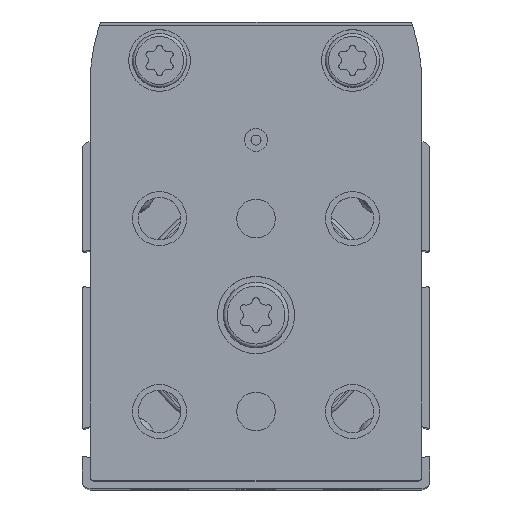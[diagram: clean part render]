
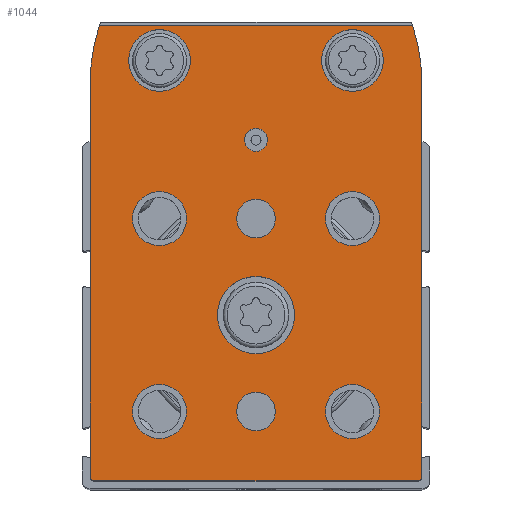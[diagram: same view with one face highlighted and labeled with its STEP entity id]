
A CAD part, top view. The second image highlights one B-rep face of the part: STEP entity #1044.
In plain terms, the highlighted planar face has unit normal (0, 0, 1).
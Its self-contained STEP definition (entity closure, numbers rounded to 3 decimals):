
#1044 = ADVANCED_FACE( '', ( #2421, #2422, #2423, #2424, #2425, #2426, #2427, #2428, #2429, #2430, #2431 ), #2432, .T. );
#2421 = FACE_BOUND( '', #4255, .T. );
#2422 = FACE_BOUND( '', #4256, .T. );
#2423 = FACE_BOUND( '', #4257, .T. );
#2424 = FACE_BOUND( '', #4258, .T. );
#2425 = FACE_BOUND( '', #4259, .T. );
#2426 = FACE_BOUND( '', #4260, .T. );
#2427 = FACE_BOUND( '', #4261, .T. );
#2428 = FACE_BOUND( '', #4262, .T. );
#2429 = FACE_BOUND( '', #4263, .T. );
#2430 = FACE_BOUND( '', #4264, .T. );
#2431 = FACE_OUTER_BOUND( '', #4265, .T. );
#2432 = PLANE( '', #4266 );
#4255 = EDGE_LOOP( '', ( #7012 ) );
#4256 = EDGE_LOOP( '', ( #7013 ) );
#4257 = EDGE_LOOP( '', ( #7014 ) );
#4258 = EDGE_LOOP( '', ( #7015 ) );
#4259 = EDGE_LOOP( '', ( #7016 ) );
#4260 = EDGE_LOOP( '', ( #7017 ) );
#4261 = EDGE_LOOP( '', ( #7018 ) );
#4262 = EDGE_LOOP( '', ( #7019 ) );
#4263 = EDGE_LOOP( '', ( #7020 ) );
#4264 = EDGE_LOOP( '', ( #7021 ) );
#4265 = EDGE_LOOP( '', ( #7022, #7023, #7024, #7025, #7026, #7027, #7028, #7029 ) );
#4266 = AXIS2_PLACEMENT_3D( '', #7030, #7031, #7032 );
#7012 = ORIENTED_EDGE( '', *, *, #10583, .T. );
#7013 = ORIENTED_EDGE( '', *, *, #10584, .T. );
#7014 = ORIENTED_EDGE( '', *, *, #10585, .F. );
#7015 = ORIENTED_EDGE( '', *, *, #10586, .F. );
#7016 = ORIENTED_EDGE( '', *, *, #10587, .T. );
#7017 = ORIENTED_EDGE( '', *, *, #10588, .T. );
#7018 = ORIENTED_EDGE( '', *, *, #9776, .T. );
#7019 = ORIENTED_EDGE( '', *, *, #10589, .T. );
#7020 = ORIENTED_EDGE( '', *, *, #10465, .T. );
#7021 = ORIENTED_EDGE( '', *, *, #10590, .F. );
#7022 = ORIENTED_EDGE( '', *, *, #10591, .T. );
#7023 = ORIENTED_EDGE( '', *, *, #10592, .T. );
#7024 = ORIENTED_EDGE( '', *, *, #9932, .T. );
#7025 = ORIENTED_EDGE( '', *, *, #10343, .T. );
#7026 = ORIENTED_EDGE( '', *, *, #10593, .T. );
#7027 = ORIENTED_EDGE( '', *, *, #10394, .T. );
#7028 = ORIENTED_EDGE( '', *, *, #10594, .T. );
#7029 = ORIENTED_EDGE( '', *, *, #9787, .T. );
#7030 = CARTESIAN_POINT( '', ( 2.5, 30., 10. ) );
#7031 = DIRECTION( '', ( 0., 0., 1. ) );
#7032 = DIRECTION( '', ( 1., 0., 0. ) );
#9776 = EDGE_CURVE( '', #11451, #11451, #11452, .T. );
#9787 = EDGE_CURVE( '', #11472, #11470, #11473, .T. );
#9932 = EDGE_CURVE( '', #11717, #11715, #11718, .T. );
#10343 = EDGE_CURVE( '', #11715, #12401, #12403, .T. );
#10394 = EDGE_CURVE( '', #12487, #12485, #12488, .T. );
#10465 = EDGE_CURVE( '', #12600, #12600, #12601, .T. );
#10583 = EDGE_CURVE( '', #12767, #12767, #12768, .T. );
#10584 = EDGE_CURVE( '', #12769, #12769, #12770, .T. );
#10585 = EDGE_CURVE( '', #12771, #12771, #12772, .T. );
#10586 = EDGE_CURVE( '', #12773, #12773, #12774, .T. );
#10587 = EDGE_CURVE( '', #12775, #12775, #12776, .T. );
#10588 = EDGE_CURVE( '', #12777, #12777, #12778, .T. );
#10589 = EDGE_CURVE( '', #12779, #12779, #12780, .T. );
#10590 = EDGE_CURVE( '', #12781, #12781, #12782, .T. );
#10591 = EDGE_CURVE( '', #11470, #12783, #12784, .T. );
#10592 = EDGE_CURVE( '', #12783, #11717, #12785, .T. );
#10593 = EDGE_CURVE( '', #12401, #12487, #12786, .T. );
#10594 = EDGE_CURVE( '', #12485, #11472, #12787, .T. );
#11451 = VERTEX_POINT( '', #13868 );
#11452 = CIRCLE( '', #13869, 3.5 );
#11470 = VERTEX_POINT( '', #13898 );
#11472 = VERTEX_POINT( '', #13901 );
#11473 = LINE( '', #13902, #13903 );
#11715 = VERTEX_POINT( '', #14238 );
#11717 = VERTEX_POINT( '', #14241 );
#11718 = CIRCLE( '', #14242, 0.5 );
#12401 = VERTEX_POINT( '', #15312 );
#12403 = LINE( '', #15315, #15316 );
#12485 = VERTEX_POINT( '', #15433 );
#12487 = VERTEX_POINT( '', #15436 );
#12488 = LINE( '', #15437, #15438 );
#12600 = VERTEX_POINT( '', #15588 );
#12601 = CIRCLE( '', #15589, 3.5 );
#12767 = VERTEX_POINT( '', #15858 );
#12768 = CIRCLE( '', #15859, 4. );
#12769 = VERTEX_POINT( '', #15860 );
#12770 = CIRCLE( '', #15861, 4. );
#12771 = VERTEX_POINT( '', #15862 );
#12772 = CIRCLE( '', #15863, 2.5 );
#12773 = VERTEX_POINT( '', #15864 );
#12774 = CIRCLE( '', #15865, 2.5 );
#12775 = VERTEX_POINT( '', #15866 );
#12776 = CIRCLE( '', #15867, 5. );
#12777 = VERTEX_POINT( '', #15868 );
#12778 = CIRCLE( '', #15869, 3.5 );
#12779 = VERTEX_POINT( '', #15870 );
#12780 = CIRCLE( '', #15871, 3.5 );
#12781 = VERTEX_POINT( '', #15872 );
#12782 = CIRCLE( '', #15873, 1.5 );
#12783 = VERTEX_POINT( '', #15874 );
#12784 = CIRCLE( '', #15875, 24. );
#12785 = LINE( '', #15876, #15877 );
#12786 = CIRCLE( '', #15878, 0.5 );
#12787 = CIRCLE( '', #15879, 24. );
#13868 = CARTESIAN_POINT( '', ( -16., 12.5, 10. ) );
#13869 = AXIS2_PLACEMENT_3D( '', #17389, #17390, #17391 );
#13898 = CARTESIAN_POINT( '', ( -20.298, 37.5, 10. ) );
#13901 = CARTESIAN_POINT( '', ( 20.298, 37.5, 10. ) );
#13902 = CARTESIAN_POINT( '', ( 20.298, 37.5, 10. ) );
#13903 = VECTOR( '', #17399, 1000. );
#14238 = CARTESIAN_POINT( '', ( -21., -21.5, 10. ) );
#14241 = CARTESIAN_POINT( '', ( -21.5, -21., 10. ) );
#14242 = AXIS2_PLACEMENT_3D( '', #17598, #17599, #17600 );
#15312 = CARTESIAN_POINT( '', ( 21., -21.5, 10. ) );
#15315 = CARTESIAN_POINT( '', ( -21., -21.5, 10. ) );
#15316 = VECTOR( '', #18170, 1000. );
#15433 = CARTESIAN_POINT( '', ( 21.5, 30., 10. ) );
#15436 = CARTESIAN_POINT( '', ( 21.5, -21., 10. ) );
#15437 = CARTESIAN_POINT( '', ( 21.5, -21., 10. ) );
#15438 = VECTOR( '', #18230, 1000. );
#15588 = CARTESIAN_POINT( '', ( 9., 12.5, 10. ) );
#15589 = AXIS2_PLACEMENT_3D( '', #18330, #18331, #18332 );
#15858 = CARTESIAN_POINT( '', ( 8.5, 33., 10. ) );
#15859 = AXIS2_PLACEMENT_3D( '', #18459, #18460, #18461 );
#15860 = CARTESIAN_POINT( '', ( -16.5, 33., 10. ) );
#15861 = AXIS2_PLACEMENT_3D( '', #18462, #18463, #18464 );
#15862 = CARTESIAN_POINT( '', ( 2.5, -12.5, 10. ) );
#15863 = AXIS2_PLACEMENT_3D( '', #18465, #18466, #18467 );
#15864 = CARTESIAN_POINT( '', ( 2.5, 12.5, 10. ) );
#15865 = AXIS2_PLACEMENT_3D( '', #18468, #18469, #18470 );
#15866 = CARTESIAN_POINT( '', ( -5., 0., 10. ) );
#15867 = AXIS2_PLACEMENT_3D( '', #18471, #18472, #18473 );
#15868 = CARTESIAN_POINT( '', ( 9., -12.5, 10. ) );
#15869 = AXIS2_PLACEMENT_3D( '', #18474, #18475, #18476 );
#15870 = CARTESIAN_POINT( '', ( -16., -12.5, 10. ) );
#15871 = AXIS2_PLACEMENT_3D( '', #18477, #18478, #18479 );
#15872 = CARTESIAN_POINT( '', ( 1.5, 22.7, 10. ) );
#15873 = AXIS2_PLACEMENT_3D( '', #18480, #18481, #18482 );
#15874 = CARTESIAN_POINT( '', ( -21.5, 30., 10. ) );
#15875 = AXIS2_PLACEMENT_3D( '', #18483, #18484, #18485 );
#15876 = CARTESIAN_POINT( '', ( -21.5, 30., 10. ) );
#15877 = VECTOR( '', #18486, 1000. );
#15878 = AXIS2_PLACEMENT_3D( '', #18487, #18488, #18489 );
#15879 = AXIS2_PLACEMENT_3D( '', #18490, #18491, #18492 );
#17389 = CARTESIAN_POINT( '', ( -12.5, 12.5, 10. ) );
#17390 = DIRECTION( '', ( 0., 0., -1. ) );
#17391 = DIRECTION( '', ( -1., 0., 0. ) );
#17399 = DIRECTION( '', ( -1., 0., 0. ) );
#17598 = CARTESIAN_POINT( '', ( -21., -21., 10. ) );
#17599 = DIRECTION( '', ( 0., 0., 1. ) );
#17600 = DIRECTION( '', ( 1., 0., 0. ) );
#18170 = DIRECTION( '', ( 1., 0., 0. ) );
#18230 = DIRECTION( '', ( 0., 1., 0. ) );
#18330 = CARTESIAN_POINT( '', ( 12.5, 12.5, 10. ) );
#18331 = DIRECTION( '', ( 0., 0., -1. ) );
#18332 = DIRECTION( '', ( -1., 0., 0. ) );
#18459 = CARTESIAN_POINT( '', ( 12.5, 33., 10. ) );
#18460 = DIRECTION( '', ( 0., 0., -1. ) );
#18461 = DIRECTION( '', ( -1., 0., 0. ) );
#18462 = CARTESIAN_POINT( '', ( -12.5, 33., 10. ) );
#18463 = DIRECTION( '', ( 0., 0., -1. ) );
#18464 = DIRECTION( '', ( -1., 0., 0. ) );
#18465 = CARTESIAN_POINT( '', ( 0., -12.5, 10. ) );
#18466 = DIRECTION( '', ( 0., 0., 1. ) );
#18467 = DIRECTION( '', ( 1., 0., 0. ) );
#18468 = CARTESIAN_POINT( '', ( 0., 12.5, 10. ) );
#18469 = DIRECTION( '', ( 0., 0., 1. ) );
#18470 = DIRECTION( '', ( 1., 0., 0. ) );
#18471 = CARTESIAN_POINT( '', ( 0., 0., 10. ) );
#18472 = DIRECTION( '', ( 0., 0., -1. ) );
#18473 = DIRECTION( '', ( -1., 0., 0. ) );
#18474 = CARTESIAN_POINT( '', ( 12.5, -12.5, 10. ) );
#18475 = DIRECTION( '', ( 0., 0., -1. ) );
#18476 = DIRECTION( '', ( -1., 0., 0. ) );
#18477 = CARTESIAN_POINT( '', ( -12.5, -12.5, 10. ) );
#18478 = DIRECTION( '', ( 0., 0., -1. ) );
#18479 = DIRECTION( '', ( -1., 0., 0. ) );
#18480 = CARTESIAN_POINT( '', ( 0., 22.7, 10. ) );
#18481 = DIRECTION( '', ( 0., 0., 1. ) );
#18482 = DIRECTION( '', ( 1., 0., 0. ) );
#18483 = CARTESIAN_POINT( '', ( 2.5, 30., 10. ) );
#18484 = DIRECTION( '', ( 0., 0., 1. ) );
#18485 = DIRECTION( '', ( 1., 0., 0. ) );
#18486 = DIRECTION( '', ( 0., -1., 0. ) );
#18487 = CARTESIAN_POINT( '', ( 21., -21., 10. ) );
#18488 = DIRECTION( '', ( 0., 0., 1. ) );
#18489 = DIRECTION( '', ( 1., 0., 0. ) );
#18490 = CARTESIAN_POINT( '', ( -2.5, 30., 10. ) );
#18491 = DIRECTION( '', ( 0., 0., 1. ) );
#18492 = DIRECTION( '', ( 1., 0., 0. ) );
